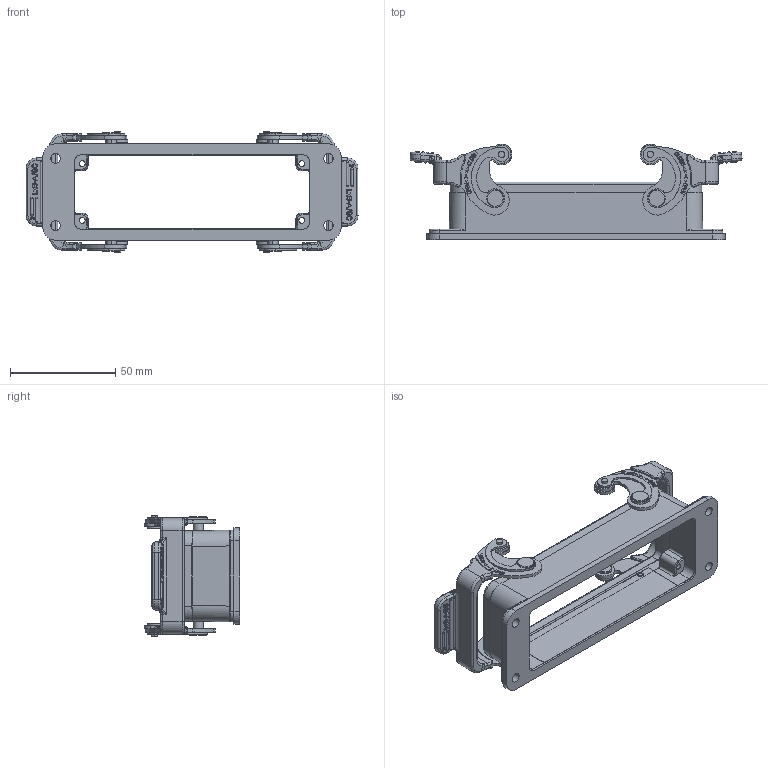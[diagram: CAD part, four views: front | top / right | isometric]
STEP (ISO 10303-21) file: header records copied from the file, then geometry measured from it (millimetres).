
FILE_DESCRIPTION((''),'2;1');
FILE_NAME('3D_1110243411001__H24B-BK-2L_SC','2017-08-04T',('dm.li'),(''),'PRO/ENGINEER BY PARAMETRIC TECHNOLOGY CORPORATION, 2012480','PRO/ENGINEER BY PARAMETRIC TECHNOLOGY CORPORATION, 2012480','');
FILE_SCHEMA(('AUTOMOTIVE_DESIGN { 1 0 10303 214 1 1 1 1 }'));
Products named in the file (1): 3D_1110243411001__H24B-BK-2L_SC
Bounding box: 158.08 x 45.55 x 57.5 mm (x, y, z)
Volume: 55376.4 mm3; surface area: 40737.8 mm2
Topology: 1 solids, 7 shells, 1472 faces, 3909 edges, 2531 vertices
Faces by surface type: plane 678, cylinder 394, extrusion 136, torus 116, bspline 84, sphere 32, cone 32
Entity records: 66003 total; most frequent: CARTESIAN_POINT 21453, ORIENTED_EDGE 7722, DIRECTION 6854, EDGE_CURVE 3861, VERTEX_POINT 2531, AXIS2_PLACEMENT_3D 2319, VECTOR 2216, LINE 2080
